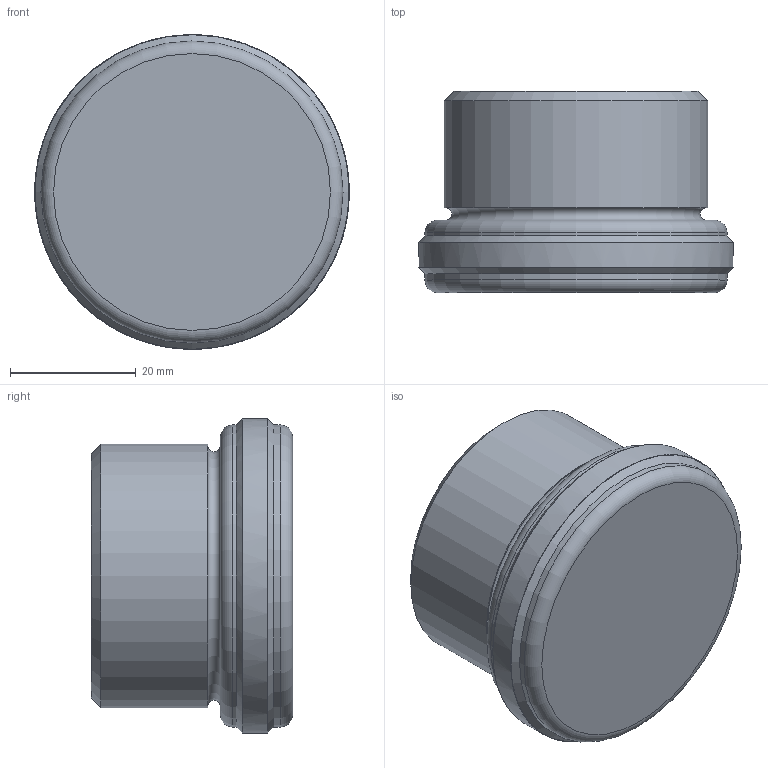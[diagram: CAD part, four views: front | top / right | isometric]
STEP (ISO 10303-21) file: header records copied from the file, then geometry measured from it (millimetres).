
FILE_DESCRIPTION(/* description */ (''),/* implementation_level */ '2;1');
FILE_NAME(/* name */ '320530.stp',/* time_stamp */ '2022-10-06T08:07:47+02:00',/* author */ ('mbs'),/* organization */ (''),/* preprocessor_version */ 'ST-DEVELOPER v18.1',/* originating_system */ 'Autodesk Inventor 2022',/* authorisation */ '');
FILE_SCHEMA (('AUTOMOTIVE_DESIGN { 1 0 10303 214 3 1 1 }'));
Length unit declared in the file: millimetre
Products named in the file (1): 320530
Bounding box: 50 x 32 x 50 mm (x, y, z)
Volume: 49193 mm3; surface area: 8016.7 mm2
Topology: 1 solids, 1 shells, 19 faces, 39 edges, 24 vertices
Faces by surface type: plane 7, cylinder 5, torus 3, cone 3, bspline 1
Full cylindrical faces by diameter (mm): 41.9 x1, 48 x2
Entity records: 2192 total; most frequent: CARTESIAN_POINT 1703, DIRECTION 94, ORIENTED_EDGE 78, AXIS2_PLACEMENT_3D 41, EDGE_CURVE 39, VERTEX_POINT 24, CIRCLE 22, EDGE_LOOP 21
